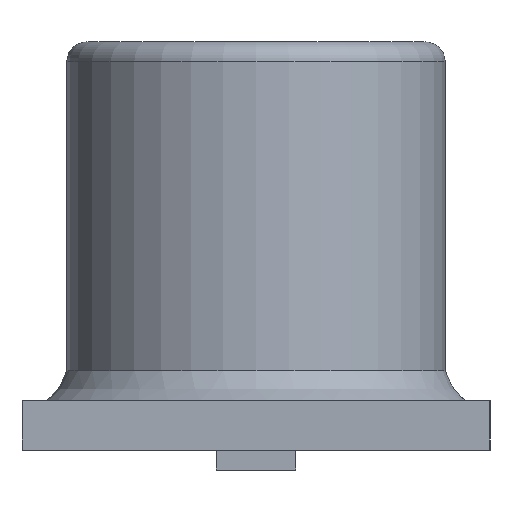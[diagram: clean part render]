
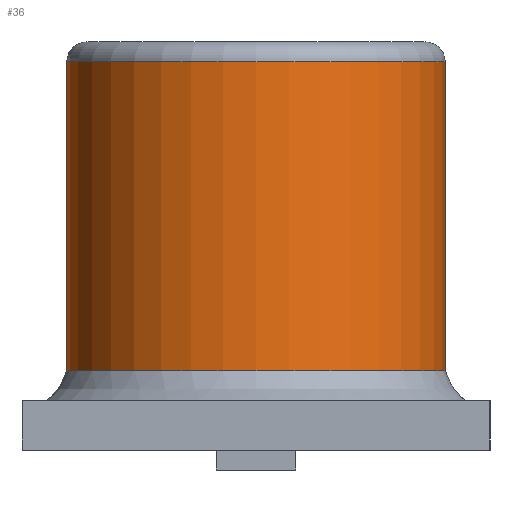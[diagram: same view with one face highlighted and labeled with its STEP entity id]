
A CAD part, left-side view. The second image highlights one B-rep face of the part: STEP entity #36.
In plain terms, the highlighted cylindrical face has radius 1.9 mm (diameter 3.8 mm), a partial arc.
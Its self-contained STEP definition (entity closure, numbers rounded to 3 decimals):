
#36 = ADVANCED_FACE('',(#37),#51,.T.);
#37 = FACE_BOUND('',#38,.F.);
#38 = EDGE_LOOP('',(#39,#74,#103,#131));
#39 = ORIENTED_EDGE('',*,*,#40,.T.);
#40 = EDGE_CURVE('',#41,#43,#45,.T.);
#41 = VERTEX_POINT('',#42);
#42 = CARTESIAN_POINT('',(-3.25,1.9,1.));
#43 = VERTEX_POINT('',#44);
#44 = CARTESIAN_POINT('',(-3.25,1.9,4.1));
#45 = SURFACE_CURVE('',#46,(#50,#62),.PCURVE_S1.);
#46 = LINE('',#47,#48);
#47 = CARTESIAN_POINT('',(-3.25,1.9,1.));
#48 = VECTOR('',#49,1.);
#49 = DIRECTION('',(0.,0.,1.));
#50 = PCURVE('',#51,#56);
#51 = CYLINDRICAL_SURFACE('',#52,1.9);
#52 = AXIS2_PLACEMENT_3D('',#53,#54,#55);
#53 = CARTESIAN_POINT('',(-3.25,0.,1.));
#54 = DIRECTION('',(0.,0.,-1.));
#55 = DIRECTION('',(1.,0.,0.));
#56 = DEFINITIONAL_REPRESENTATION('',(#57),#61);
#57 = LINE('',#58,#59);
#58 = CARTESIAN_POINT('',(-1.571,0.));
#59 = VECTOR('',#60,1.);
#60 = DIRECTION('',(0.,-1.));
#61 = ( GEOMETRIC_REPRESENTATION_CONTEXT(2) 
PARAMETRIC_REPRESENTATION_CONTEXT() REPRESENTATION_CONTEXT('2D SPACE',''
  ) );
#62 = PCURVE('',#63,#68);
#63 = PLANE('',#64);
#64 = AXIS2_PLACEMENT_3D('',#65,#66,#67);
#65 = CARTESIAN_POINT('',(-3.25,1.9,1.));
#66 = DIRECTION('',(0.,1.,0.));
#67 = DIRECTION('',(1.,0.,0.));
#68 = DEFINITIONAL_REPRESENTATION('',(#69),#73);
#69 = LINE('',#70,#71);
#70 = CARTESIAN_POINT('',(0.,0.));
#71 = VECTOR('',#72,1.);
#72 = DIRECTION('',(0.,-1.));
#73 = ( GEOMETRIC_REPRESENTATION_CONTEXT(2) 
PARAMETRIC_REPRESENTATION_CONTEXT() REPRESENTATION_CONTEXT('2D SPACE',''
  ) );
#74 = ORIENTED_EDGE('',*,*,#75,.T.);
#75 = EDGE_CURVE('',#43,#76,#78,.T.);
#76 = VERTEX_POINT('',#77);
#77 = CARTESIAN_POINT('',(-3.25,-1.9,4.1));
#78 = SURFACE_CURVE('',#79,(#84,#91),.PCURVE_S1.);
#79 = CIRCLE('',#80,1.9);
#80 = AXIS2_PLACEMENT_3D('',#81,#82,#83);
#81 = CARTESIAN_POINT('',(-3.25,0.,4.1));
#82 = DIRECTION('',(0.,0.,1.));
#83 = DIRECTION('',(0.,1.,0.));
#84 = PCURVE('',#51,#85);
#85 = DEFINITIONAL_REPRESENTATION('',(#86),#90);
#86 = LINE('',#87,#88);
#87 = CARTESIAN_POINT('',(-1.571,-3.1));
#88 = VECTOR('',#89,1.);
#89 = DIRECTION('',(-1.,0.));
#90 = ( GEOMETRIC_REPRESENTATION_CONTEXT(2) 
PARAMETRIC_REPRESENTATION_CONTEXT() REPRESENTATION_CONTEXT('2D SPACE',''
  ) );
#91 = PCURVE('',#92,#97);
#92 = TOROIDAL_SURFACE('',#93,1.7,0.2);
#93 = AXIS2_PLACEMENT_3D('',#94,#95,#96);
#94 = CARTESIAN_POINT('',(-3.25,0.,4.1));
#95 = DIRECTION('',(0.,0.,1.));
#96 = DIRECTION('',(0.,1.,0.));
#97 = DEFINITIONAL_REPRESENTATION('',(#98),#102);
#98 = LINE('',#99,#100);
#99 = CARTESIAN_POINT('',(0.,0.));
#100 = VECTOR('',#101,1.);
#101 = DIRECTION('',(1.,0.));
#102 = ( GEOMETRIC_REPRESENTATION_CONTEXT(2) 
PARAMETRIC_REPRESENTATION_CONTEXT() REPRESENTATION_CONTEXT('2D SPACE',''
  ) );
#103 = ORIENTED_EDGE('',*,*,#104,.F.);
#104 = EDGE_CURVE('',#105,#76,#107,.T.);
#105 = VERTEX_POINT('',#106);
#106 = CARTESIAN_POINT('',(-3.25,-1.9,1.));
#107 = SURFACE_CURVE('',#108,(#112,#119),.PCURVE_S1.);
#108 = LINE('',#109,#110);
#109 = CARTESIAN_POINT('',(-3.25,-1.9,1.));
#110 = VECTOR('',#111,1.);
#111 = DIRECTION('',(0.,0.,1.));
#112 = PCURVE('',#51,#113);
#113 = DEFINITIONAL_REPRESENTATION('',(#114),#118);
#114 = LINE('',#115,#116);
#115 = CARTESIAN_POINT('',(-4.712,0.));
#116 = VECTOR('',#117,1.);
#117 = DIRECTION('',(0.,-1.));
#118 = ( GEOMETRIC_REPRESENTATION_CONTEXT(2) 
PARAMETRIC_REPRESENTATION_CONTEXT() REPRESENTATION_CONTEXT('2D SPACE',''
  ) );
#119 = PCURVE('',#120,#125);
#120 = PLANE('',#121);
#121 = AXIS2_PLACEMENT_3D('',#122,#123,#124);
#122 = CARTESIAN_POINT('',(-3.25,-1.9,1.));
#123 = DIRECTION('',(0.,1.,0.));
#124 = DIRECTION('',(1.,0.,0.));
#125 = DEFINITIONAL_REPRESENTATION('',(#126),#130);
#126 = LINE('',#127,#128);
#127 = CARTESIAN_POINT('',(0.,0.));
#128 = VECTOR('',#129,1.);
#129 = DIRECTION('',(0.,-1.));
#130 = ( GEOMETRIC_REPRESENTATION_CONTEXT(2) 
PARAMETRIC_REPRESENTATION_CONTEXT() REPRESENTATION_CONTEXT('2D SPACE',''
  ) );
#131 = ORIENTED_EDGE('',*,*,#132,.F.);
#132 = EDGE_CURVE('',#41,#105,#133,.T.);
#133 = SURFACE_CURVE('',#134,(#139,#146),.PCURVE_S1.);
#134 = CIRCLE('',#135,1.9);
#135 = AXIS2_PLACEMENT_3D('',#136,#137,#138);
#136 = CARTESIAN_POINT('',(-3.25,0.,1.));
#137 = DIRECTION('',(0.,0.,1.));
#138 = DIRECTION('',(1.,0.,0.));
#139 = PCURVE('',#51,#140);
#140 = DEFINITIONAL_REPRESENTATION('',(#141),#145);
#141 = LINE('',#142,#143);
#142 = CARTESIAN_POINT('',(0.,0.));
#143 = VECTOR('',#144,1.);
#144 = DIRECTION('',(-1.,0.));
#145 = ( GEOMETRIC_REPRESENTATION_CONTEXT(2) 
PARAMETRIC_REPRESENTATION_CONTEXT() REPRESENTATION_CONTEXT('2D SPACE',''
  ) );
#146 = PCURVE('',#147,#181);
#147 = ( BOUNDED_SURFACE() B_SPLINE_SURFACE(10,2,(
    (#148,#149,#150)
    ,(#151,#152,#153)
    ,(#154,#155,#156)
    ,(#157,#158,#159)
    ,(#160,#161,#162)
    ,(#163,#164,#165)
    ,(#166,#167,#168)
    ,(#169,#170,#171)
    ,(#172,#173,#174)
    ,(#175,#176,#177)
    ,(#178,#179,#180
)),.UNSPECIFIED.,.F.,.F.,.F.) B_SPLINE_SURFACE_WITH_KNOTS((11,11),(3,3),
  (0.,1.),(0.,1.),.PIECEWISE_BEZIER_KNOTS.) 
GEOMETRIC_REPRESENTATION_ITEM() RATIONAL_B_SPLINE_SURFACE((
    (1.,1.,1.)
    ,(1.,1.,1.)
    ,(1.,1.,1.)
    ,(1.,1.,1.)
    ,(1.,1.,1.)
    ,(1.,1.,1.)
    ,(1.,1.,1.)
    ,(1.,1.,1.)
    ,(1.,1.,1.)
    ,(1.,1.,1.)
,(1.,1.,1.))) REPRESENTATION_ITEM('') SURFACE() );
#148 = CARTESIAN_POINT('',(-3.4,2.1,0.7));
#149 = CARTESIAN_POINT('',(-3.255,1.974,0.787
    ));
#150 = CARTESIAN_POINT('',(-3.25,1.9,1.));
#151 = CARTESIAN_POINT('',(-4.06,2.1,0.7));
#152 = CARTESIAN_POINT('',(-3.875,1.974,0.787
    ));
#153 = CARTESIAN_POINT('',(-3.847,1.9,1.));
#154 = CARTESIAN_POINT('',(-4.719,1.87,0.7));
#155 = CARTESIAN_POINT('',(-4.495,1.758,0.787
    ));
#156 = CARTESIAN_POINT('',(-4.444,1.692,1.));
#157 = CARTESIAN_POINT('',(-5.289,1.409,0.7));
#158 = CARTESIAN_POINT('',(-5.03,1.325,0.787
    ));
#159 = CARTESIAN_POINT('',(-4.959,1.275,1.));
#160 = CARTESIAN_POINT('',(-5.677,0.759,0.7));
#161 = CARTESIAN_POINT('',(-5.395,0.713,0.787
    ));
#162 = CARTESIAN_POINT('',(-5.31,0.687,1.));
#163 = CARTESIAN_POINT('',(-5.816,0.,0.7));
#164 = CARTESIAN_POINT('',(-5.525,0.,
    0.787));
#165 = CARTESIAN_POINT('',(-5.436,0.,1.));
#166 = CARTESIAN_POINT('',(-5.677,-0.759,0.7));
#167 = CARTESIAN_POINT('',(-5.395,-0.713,
    0.787));
#168 = CARTESIAN_POINT('',(-5.31,-0.687,1.));
#169 = CARTESIAN_POINT('',(-5.289,-1.409,0.7));
#170 = CARTESIAN_POINT('',(-5.03,-1.325,
    0.787));
#171 = CARTESIAN_POINT('',(-4.959,-1.275,1.));
#172 = CARTESIAN_POINT('',(-4.719,-1.87,0.7));
#173 = CARTESIAN_POINT('',(-4.495,-1.758,
    0.787));
#174 = CARTESIAN_POINT('',(-4.444,-1.692,1.));
#175 = CARTESIAN_POINT('',(-4.06,-2.1,0.7));
#176 = CARTESIAN_POINT('',(-3.875,-1.974,
    0.787));
#177 = CARTESIAN_POINT('',(-3.847,-1.9,1.));
#178 = CARTESIAN_POINT('',(-3.4,-2.1,0.7));
#179 = CARTESIAN_POINT('',(-3.255,-1.974,
    0.787));
#180 = CARTESIAN_POINT('',(-3.25,-1.9,1.));
#181 = DEFINITIONAL_REPRESENTATION('',(#182),#186);
#182 = B_SPLINE_CURVE_WITH_KNOTS('',2,(#183,#184,#185),.UNSPECIFIED.,.F.
  ,.F.,(3,3),(1.571,4.712),.PIECEWISE_BEZIER_KNOTS.);
#183 = CARTESIAN_POINT('',(0.,1.));
#184 = CARTESIAN_POINT('',(0.5,1.));
#185 = CARTESIAN_POINT('',(1.,1.));
#186 = ( GEOMETRIC_REPRESENTATION_CONTEXT(2) 
PARAMETRIC_REPRESENTATION_CONTEXT() REPRESENTATION_CONTEXT('2D SPACE',''
  ) );
